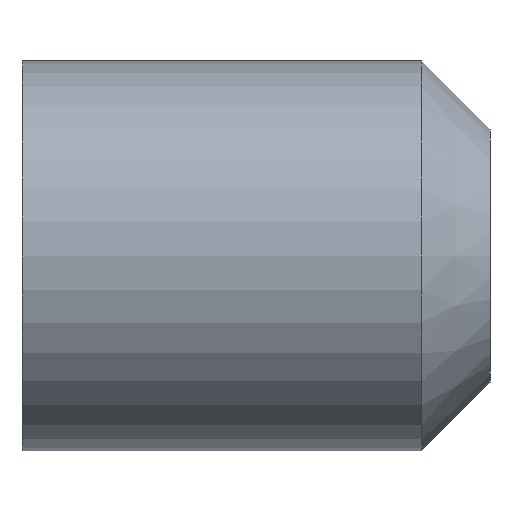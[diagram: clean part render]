
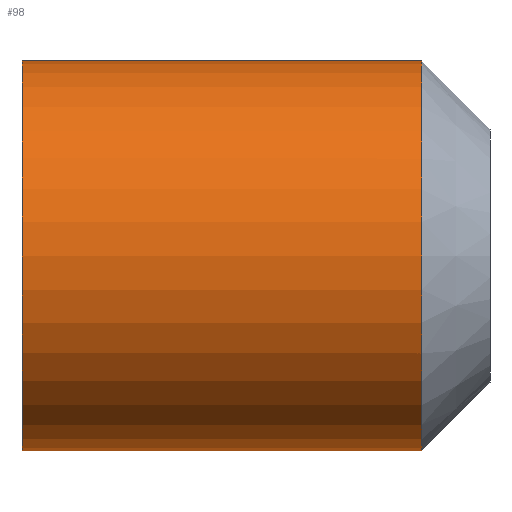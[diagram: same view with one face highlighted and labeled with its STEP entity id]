
A CAD part, front view. The second image highlights one B-rep face of the part: STEP entity #98.
In plain terms, the highlighted cylindrical face has radius 10 mm (diameter 20 mm), a partial arc.
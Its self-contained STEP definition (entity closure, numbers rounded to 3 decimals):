
#2 = EDGE_CURVE ( 'NONE', #231, #208, #165, .T. ) ;
#4 = DIRECTION ( 'NONE',  ( 1., 0., 0. ) ) ;
#14 = DIRECTION ( 'NONE',  ( 0., 0., -1. ) ) ;
#15 = AXIS2_PLACEMENT_3D ( 'NONE', #38, #59, #201 ) ;
#24 = ORIENTED_EDGE ( 'NONE', *, *, #203, .T. ) ;
#25 = EDGE_CURVE ( 'NONE', #213, #208, #84, .T. ) ;
#26 = EDGE_LOOP ( 'NONE', ( #66, #252, #24, #177 ) ) ;
#32 = CIRCLE ( 'NONE', #148, 10. ) ;
#38 = CARTESIAN_POINT ( 'NONE',  ( 24., 0., 0. ) ) ;
#55 = AXIS2_PLACEMENT_3D ( 'NONE', #91, #4, #254 ) ;
#58 = FACE_OUTER_BOUND ( 'NONE', #26, .T. ) ;
#59 = DIRECTION ( 'NONE',  ( -1., 0., 0. ) ) ;
#66 = ORIENTED_EDGE ( 'NONE', *, *, #25, .F. ) ;
#70 = CARTESIAN_POINT ( 'NONE',  ( 0., 0., -10. ) ) ;
#81 = EDGE_CURVE ( 'NONE', #213, #109, #32, .T. ) ;
#83 = VECTOR ( 'NONE', #197, 1000. ) ;
#84 = LINE ( 'NONE', #113, #83 ) ;
#91 = CARTESIAN_POINT ( 'NONE',  ( 0., 0., 0. ) ) ;
#98 = ADVANCED_FACE ( 'NONE', ( #58 ), #119, .T. ) ;
#109 = VERTEX_POINT ( 'NONE', #217 ) ;
#113 = CARTESIAN_POINT ( 'NONE',  ( 24., 0., -10. ) ) ;
#119 = CYLINDRICAL_SURFACE ( 'NONE', #15, 10. ) ;
#133 = DIRECTION ( 'NONE',  ( -1., 0., 0. ) ) ;
#146 = LINE ( 'NONE', #194, #183 ) ;
#148 = AXIS2_PLACEMENT_3D ( 'NONE', #163, #133, #14 ) ;
#163 = CARTESIAN_POINT ( 'NONE',  ( 20.5, 0., 0. ) ) ;
#165 = CIRCLE ( 'NONE', #55, 10. ) ;
#170 = CARTESIAN_POINT ( 'NONE',  ( 20.5, 0., -10. ) ) ;
#173 = DIRECTION ( 'NONE',  ( -1., 0., 0. ) ) ;
#177 = ORIENTED_EDGE ( 'NONE', *, *, #2, .T. ) ;
#183 = VECTOR ( 'NONE', #173, 1000. ) ;
#194 = CARTESIAN_POINT ( 'NONE',  ( 24., 0., 10. ) ) ;
#197 = DIRECTION ( 'NONE',  ( -1., 0., 0. ) ) ;
#201 = DIRECTION ( 'NONE',  ( 0., 0., 1. ) ) ;
#203 = EDGE_CURVE ( 'NONE', #109, #231, #146, .T. ) ;
#208 = VERTEX_POINT ( 'NONE', #70 ) ;
#213 = VERTEX_POINT ( 'NONE', #170 ) ;
#217 = CARTESIAN_POINT ( 'NONE',  ( 20.5, 0., 10. ) ) ;
#231 = VERTEX_POINT ( 'NONE', #234 ) ;
#234 = CARTESIAN_POINT ( 'NONE',  ( 0., 0., 10. ) ) ;
#252 = ORIENTED_EDGE ( 'NONE', *, *, #81, .T. ) ;
#254 = DIRECTION ( 'NONE',  ( 0., 0., -1. ) ) ;
